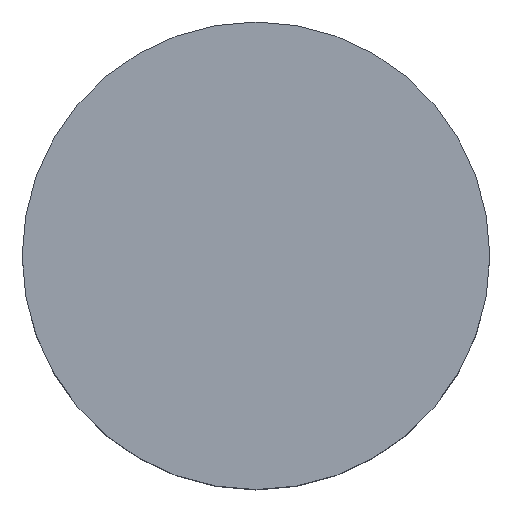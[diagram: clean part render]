
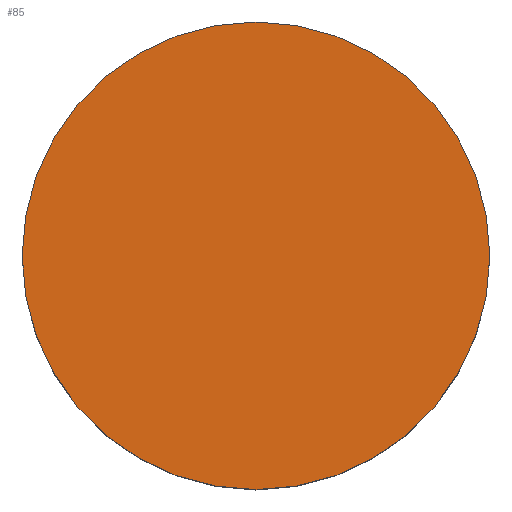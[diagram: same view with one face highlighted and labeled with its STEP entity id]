
A CAD part, top view. The second image highlights one B-rep face of the part: STEP entity #85.
In plain terms, the highlighted planar face has unit normal (0, 0, 1).
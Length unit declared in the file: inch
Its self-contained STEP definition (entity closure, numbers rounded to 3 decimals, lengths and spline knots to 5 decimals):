
#54 = EDGE_CURVE ( 'NONE', #55, #56, #198, .T. ) ;
#55 = VERTEX_POINT ( 'NONE', #194 ) ;
#56 = VERTEX_POINT ( 'NONE', #193 ) ;
#82 = EDGE_CURVE ( 'NONE', #56, #55, #220, .T. ) ;
#85 = ADVANCED_FACE ( 'NONE', ( #216 ), #243, .T. ) ;
#86 = EDGE_LOOP ( 'NONE', ( #87, #88 ) ) ;
#87 = ORIENTED_EDGE ( 'NONE', *, *, #82, .T. ) ;
#88 = ORIENTED_EDGE ( 'NONE', *, *, #54, .T. ) ;
#193 = CARTESIAN_POINT ( 'NONE',  ( -0.29151, -0.00365, 0.1425 ) ) ;
#194 = CARTESIAN_POINT ( 'NONE',  ( 0.20849, -0.00365, 0.1425 ) ) ;
#195 = DIRECTION ( 'NONE',  ( 1., 0., 0. ) ) ;
#196 = DIRECTION ( 'NONE',  ( 0., 0., 1. ) ) ;
#197 = AXIS2_PLACEMENT_3D ( 'NONE', #203, #196, #195 ) ;
#198 = CIRCLE ( 'NONE', #197, 0.25 ) ;
#203 = CARTESIAN_POINT ( 'NONE',  ( -0.04151, -0.00365, 0.1425 ) ) ;
#216 = FACE_OUTER_BOUND ( 'NONE', #86, .T. ) ;
#217 = DIRECTION ( 'NONE',  ( 1., 0., 0. ) ) ;
#218 = DIRECTION ( 'NONE',  ( 0., 0., 1. ) ) ;
#219 = AXIS2_PLACEMENT_3D ( 'NONE', #226, #218, #217 ) ;
#220 = CIRCLE ( 'NONE', #219, 0.25 ) ;
#226 = CARTESIAN_POINT ( 'NONE',  ( -0.04151, -0.00365, 0.1425 ) ) ;
#239 = DIRECTION ( 'NONE',  ( 1., 0., 0. ) ) ;
#240 = DIRECTION ( 'NONE',  ( 0., 0., 1. ) ) ;
#241 = CARTESIAN_POINT ( 'NONE',  ( -0.04151, -0.00365, 0.1425 ) ) ;
#242 = AXIS2_PLACEMENT_3D ( 'NONE', #241, #240, #239 ) ;
#243 = PLANE ( 'NONE',  #242 ) ;
